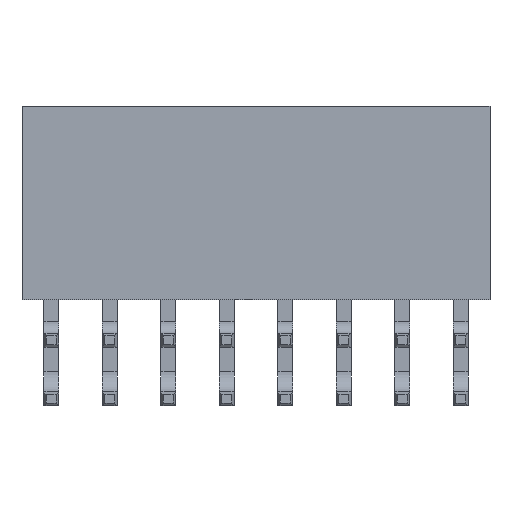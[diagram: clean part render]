
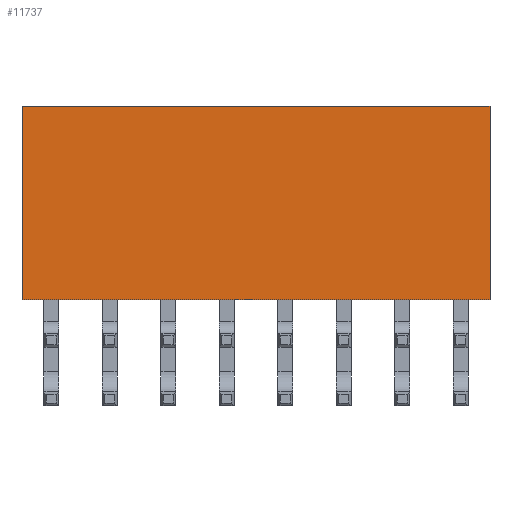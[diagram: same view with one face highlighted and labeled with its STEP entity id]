
A CAD part, front view. The second image highlights one B-rep face of the part: STEP entity #11737.
In plain terms, the highlighted planar face has unit normal (0, -1, 0).
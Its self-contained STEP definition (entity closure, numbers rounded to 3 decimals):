
#174 = CARTESIAN_POINT ( 'NONE',  ( -1.27, 0., 10.16 ) ) ;
#1194 = CARTESIAN_POINT ( 'NONE',  ( -19.05, 0., 1.76 ) ) ;
#1409 = CARTESIAN_POINT ( 'NONE',  ( 1.27, 0., 1.76 ) ) ;
#1446 = LINE ( 'NONE', #11126, #6714 ) ;
#1570 = AXIS2_PLACEMENT_3D ( 'NONE', #174, #3915, #8670 ) ;
#1607 = EDGE_CURVE ( 'NONE', #12600, #10615, #5869, .T. ) ;
#2076 = EDGE_CURVE ( 'NONE', #7840, #13635, #1446, .T. ) ;
#2091 = CARTESIAN_POINT ( 'NONE',  ( -1.27, 0., 10.16 ) ) ;
#2241 = EDGE_LOOP ( 'NONE', ( #6078, #3961, #10205, #3537 ) ) ;
#3537 = ORIENTED_EDGE ( 'NONE', *, *, #2076, .F. ) ;
#3881 = CARTESIAN_POINT ( 'NONE',  ( 1.27, 0., 10.16 ) ) ;
#3915 = DIRECTION ( 'NONE',  ( 0., 1., 0. ) ) ;
#3961 = ORIENTED_EDGE ( 'NONE', *, *, #1607, .F. ) ;
#4228 = VECTOR ( 'NONE', #4649, 1000. ) ;
#4548 = VECTOR ( 'NONE', #10362, 1000. ) ;
#4649 = DIRECTION ( 'NONE',  ( 0., 0., 1. ) ) ;
#5784 = CARTESIAN_POINT ( 'NONE',  ( -1.27, 0., 1.76 ) ) ;
#5869 = LINE ( 'NONE', #1194, #4228 ) ;
#6078 = ORIENTED_EDGE ( 'NONE', *, *, #7616, .F. ) ;
#6189 = DIRECTION ( 'NONE',  ( 0., 0., -1. ) ) ;
#6588 = CARTESIAN_POINT ( 'NONE',  ( -19.05, 0., 10.16 ) ) ;
#6714 = VECTOR ( 'NONE', #6189, 1000. ) ;
#7233 = CARTESIAN_POINT ( 'NONE',  ( -19.05, 0., 1.76 ) ) ;
#7605 = VECTOR ( 'NONE', #11541, 1000. ) ;
#7616 = EDGE_CURVE ( 'NONE', #10615, #7840, #9175, .T. ) ;
#7840 = VERTEX_POINT ( 'NONE', #3881 ) ;
#8595 = FACE_OUTER_BOUND ( 'NONE', #2241, .T. ) ;
#8670 = DIRECTION ( 'NONE',  ( 0., 0., 1. ) ) ;
#9175 = LINE ( 'NONE', #2091, #7605 ) ;
#9816 = PLANE ( 'NONE',  #1570 ) ;
#10205 = ORIENTED_EDGE ( 'NONE', *, *, #10352, .F. ) ;
#10352 = EDGE_CURVE ( 'NONE', #13635, #12600, #15091, .T. ) ;
#10362 = DIRECTION ( 'NONE',  ( -1., 0., 0. ) ) ;
#10615 = VERTEX_POINT ( 'NONE', #6588 ) ;
#11126 = CARTESIAN_POINT ( 'NONE',  ( 1.27, 0., 1.76 ) ) ;
#11541 = DIRECTION ( 'NONE',  ( 1., 0., 0. ) ) ;
#11737 = ADVANCED_FACE ( 'NONE', ( #8595 ), #9816, .F. ) ;
#12600 = VERTEX_POINT ( 'NONE', #7233 ) ;
#13635 = VERTEX_POINT ( 'NONE', #1409 ) ;
#15091 = LINE ( 'NONE', #5784, #4548 ) ;
